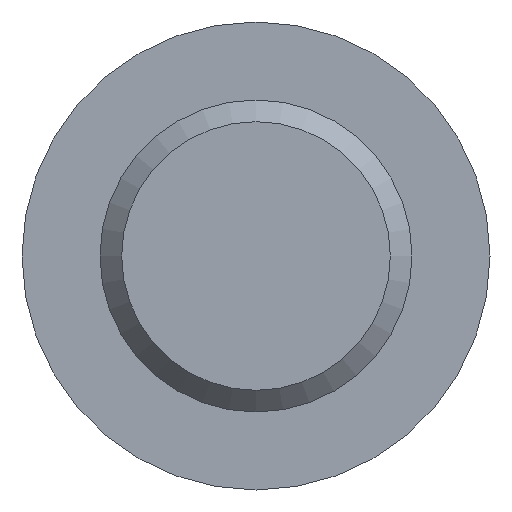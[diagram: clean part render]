
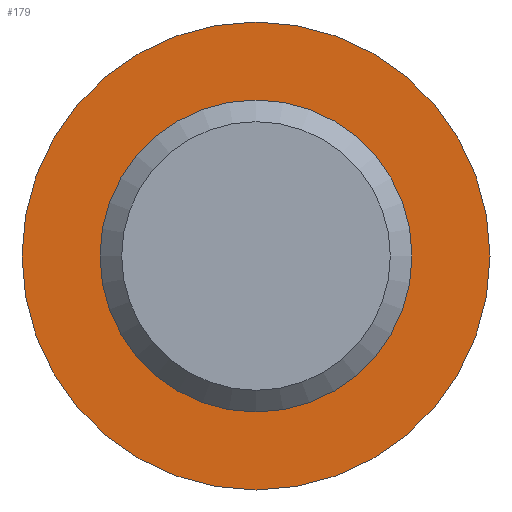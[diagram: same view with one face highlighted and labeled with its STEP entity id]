
A CAD part, front view. The second image highlights one B-rep face of the part: STEP entity #179.
In plain terms, the highlighted planar face has unit normal (0, -1, 0).
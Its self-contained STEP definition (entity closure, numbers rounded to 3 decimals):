
#18 = PLANE ( 'NONE',  #253 ) ;
#63 = CARTESIAN_POINT ( 'NONE',  ( 0., 120., -13.5 ) ) ;
#81 = EDGE_LOOP ( 'NONE', ( #210 ) ) ;
#87 = DIRECTION ( 'NONE',  ( 0., 0., 1. ) ) ;
#95 = CARTESIAN_POINT ( 'NONE',  ( -9., 120., 0. ) ) ;
#103 = VERTEX_POINT ( 'NONE', #241 ) ;
#122 = CARTESIAN_POINT ( 'NONE',  ( 0., 120., 0. ) ) ;
#179 = ADVANCED_FACE ( 'NONE', ( #396, #223 ), #18, .F. ) ;
#197 = VERTEX_POINT ( 'NONE', #63 ) ;
#199 = CIRCLE ( 'NONE', #381, 13.5 ) ;
#208 = ORIENTED_EDGE ( 'NONE', *, *, #266, .T. ) ;
#210 = ORIENTED_EDGE ( 'NONE', *, *, #411, .F. ) ;
#223 = FACE_OUTER_BOUND ( 'NONE', #415, .T. ) ;
#241 = CARTESIAN_POINT ( 'NONE',  ( 0., 120., -9. ) ) ;
#253 = AXIS2_PLACEMENT_3D ( 'NONE', #95, #305, #87 ) ;
#263 = CARTESIAN_POINT ( 'NONE',  ( 0., 120., 0. ) ) ;
#266 = EDGE_CURVE ( 'NONE', #197, #197, #199, .T. ) ;
#305 = DIRECTION ( 'NONE',  ( 0., 1., 0. ) ) ;
#307 = AXIS2_PLACEMENT_3D ( 'NONE', #122, #416, #407 ) ;
#381 = AXIS2_PLACEMENT_3D ( 'NONE', #263, #429, #523 ) ;
#396 = FACE_BOUND ( 'NONE', #81, .T. ) ;
#407 = DIRECTION ( 'NONE',  ( 0., 0., -1. ) ) ;
#411 = EDGE_CURVE ( 'NONE', #103, #103, #543, .T. ) ;
#415 = EDGE_LOOP ( 'NONE', ( #208 ) ) ;
#416 = DIRECTION ( 'NONE',  ( 0., -1., 0. ) ) ;
#429 = DIRECTION ( 'NONE',  ( 0., -1., 0. ) ) ;
#523 = DIRECTION ( 'NONE',  ( 0., 0., -1. ) ) ;
#543 = CIRCLE ( 'NONE', #307, 9. ) ;
